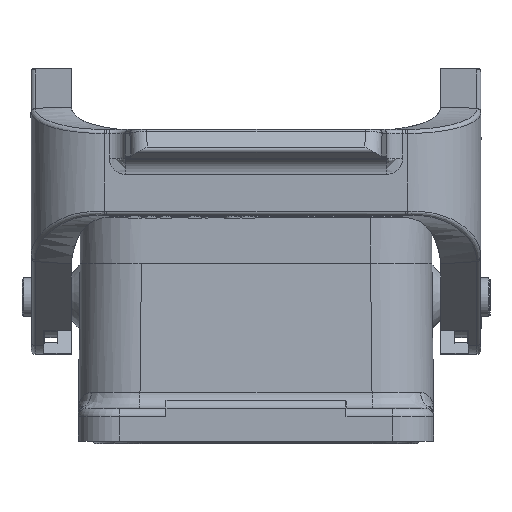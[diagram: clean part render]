
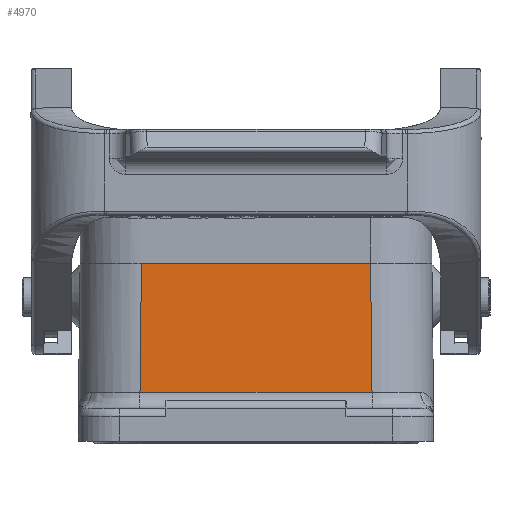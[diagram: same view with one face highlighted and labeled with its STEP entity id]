
A CAD part, left-side view. The second image highlights one B-rep face of the part: STEP entity #4970.
In plain terms, the highlighted planar face has unit normal (-1, 0, 0.026).
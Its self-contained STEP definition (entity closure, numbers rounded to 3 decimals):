
#4143=PLANE('',#35912);
#4970=ADVANCED_FACE('',(#6926),#4143,.T.);
#6926=FACE_OUTER_BOUND('',#8468,.T.);
#8468=EDGE_LOOP('',(#11487,#11488,#11489,#11490,#11491,#11492));
#10187=CIRCLE('',#35911,7.5);
#11487=ORIENTED_EDGE('',*,*,#22695,.T.);
#11488=ORIENTED_EDGE('',*,*,#22657,.T.);
#11489=ORIENTED_EDGE('',*,*,#22696,.T.);
#11490=ORIENTED_EDGE('',*,*,#22697,.T.);
#11491=ORIENTED_EDGE('',*,*,#22698,.F.);
#11492=ORIENTED_EDGE('',*,*,#22699,.F.);
#19869=VERTEX_POINT('',#47798);
#19870=VERTEX_POINT('',#47800);
#19903=VERTEX_POINT('',#47908);
#19904=VERTEX_POINT('',#47910);
#19905=VERTEX_POINT('',#47912);
#19906=VERTEX_POINT('',#47914);
#22657=EDGE_CURVE('',#19870,#19869,#29044,.T.);
#22695=EDGE_CURVE('',#19903,#19870,#29069,.T.);
#22696=EDGE_CURVE('',#19869,#19904,#29070,.T.);
#22697=EDGE_CURVE('',#19904,#19905,#29071,.T.);
#22698=EDGE_CURVE('',#19906,#19905,#29072,.T.);
#22699=EDGE_CURVE('',#19903,#19906,#10187,.T.);
#29044=LINE('',#47799,#31782);
#29069=LINE('',#47907,#31807);
#29070=LINE('',#47909,#31808);
#29071=LINE('',#47911,#31809);
#29072=LINE('',#47913,#31810);
#31782=VECTOR('',#38700,1.);
#31807=VECTOR('',#38745,1.);
#31808=VECTOR('',#38746,1.);
#31809=VECTOR('',#38747,1.);
#31810=VECTOR('',#38748,1.);
#35911=AXIS2_PLACEMENT_3D('',#47915,#38749,#38750);
#35912=AXIS2_PLACEMENT_3D('',#47916,#38751,#38752);
#38700=DIRECTION('',(0.,-1.,0.));
#38745=DIRECTION('',(-0.026,0.011,-1.));
#38746=DIRECTION('',(0.026,0.011,1.));
#38747=DIRECTION('',(0.,1.,0.));
#38748=DIRECTION('',(0.,-1.,0.));
#38749=DIRECTION('',(0.,0.,1.));
#38750=DIRECTION('',(-1.,0.,0.));
#38751=DIRECTION('',(-1.,0.,0.026));
#38752=DIRECTION('',(0.026,0.,1.));
#47798=CARTESIAN_POINT('',(-60.214,-14.18,-10.102));
#47799=CARTESIAN_POINT('',(-60.214,-14.202,-10.102));
#47800=CARTESIAN_POINT('',(-60.214,14.18,-10.102));
#47907=CARTESIAN_POINT('',(-60.267,14.203,-12.134));
#47908=CARTESIAN_POINT('',(-59.8,14.002,5.7));
#47909=CARTESIAN_POINT('',(-59.802,-14.003,5.616));
#47910=CARTESIAN_POINT('',(-59.8,-14.002,5.7));
#47911=CARTESIAN_POINT('',(-59.8,-21.5,5.7));
#47912=CARTESIAN_POINT('',(-59.8,-14.,5.7));
#47913=CARTESIAN_POINT('',(-59.8,14.,5.7));
#47914=CARTESIAN_POINT('',(-59.8,14.,5.7));
#47915=CARTESIAN_POINT('',(-52.3,14.,5.7));
#47916=CARTESIAN_POINT('',(-59.8,0.,5.7));
